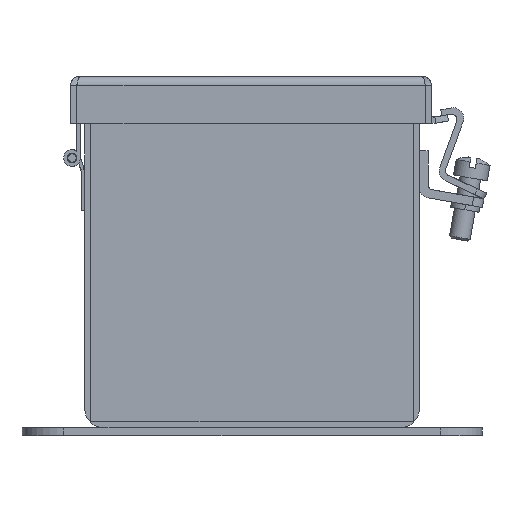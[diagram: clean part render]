
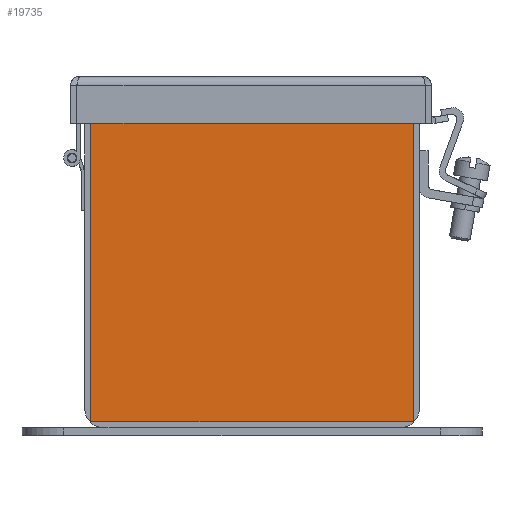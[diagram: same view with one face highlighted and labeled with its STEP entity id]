
A CAD part, left-side view. The second image highlights one B-rep face of the part: STEP entity #19735.
In plain terms, the highlighted planar face has unit normal (-1, 0, 0).
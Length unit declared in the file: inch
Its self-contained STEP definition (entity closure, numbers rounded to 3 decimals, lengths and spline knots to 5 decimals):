
#355 = CARTESIAN_POINT ( 'NONE',  ( -1.70918, 0.74875, 1.82204 ) ) ;
#522 = CARTESIAN_POINT ( 'NONE',  ( -1.70918, 2.18895, 1.82204 ) ) ;
#768 = LINE ( 'NONE', #11203, #2123 ) ;
#1101 = EDGE_CURVE ( 'NONE', #10517, #4407, #10967, .T. ) ;
#1693 = EDGE_CURVE ( 'NONE', #2193, #2437, #3329, .T. ) ;
#1838 = VERTEX_POINT ( 'NONE', #7997 ) ;
#2011 = VERTEX_POINT ( 'NONE', #21491 ) ;
#2068 = VECTOR ( 'NONE', #4521, 39.37008 ) ;
#2123 = VECTOR ( 'NONE', #19325, 39.37008 ) ;
#2160 = VECTOR ( 'NONE', #5367, 39.37008 ) ;
#2193 = VERTEX_POINT ( 'NONE', #5779 ) ;
#2200 = DIRECTION ( 'NONE',  ( 0., 0., -1. ) ) ;
#2437 = VERTEX_POINT ( 'NONE', #522 ) ;
#2501 = DIRECTION ( 'NONE',  ( 1., 0., 0. ) ) ;
#3329 = LINE ( 'NONE', #355, #5765 ) ;
#3398 = CARTESIAN_POINT ( 'NONE',  ( -1.70918, -0.69145, 1.82204 ) ) ;
#3498 = LINE ( 'NONE', #6460, #13372 ) ;
#3662 = VERTEX_POINT ( 'NONE', #3398 ) ;
#3828 = LINE ( 'NONE', #6367, #20107 ) ;
#4107 = VECTOR ( 'NONE', #2200, 39.37008 ) ;
#4147 = ORIENTED_EDGE ( 'NONE', *, *, #18735, .F. ) ;
#4315 = VERTEX_POINT ( 'NONE', #12192 ) ;
#4407 = VERTEX_POINT ( 'NONE', #19430 ) ;
#4521 = DIRECTION ( 'NONE',  ( 0., -1., 0. ) ) ;
#4999 = CARTESIAN_POINT ( 'NONE',  ( -1.70918, 2.18895, 1.79059 ) ) ;
#5367 = DIRECTION ( 'NONE',  ( 0., 0., -1. ) ) ;
#5468 = DIRECTION ( 'NONE',  ( 0., -1., 0. ) ) ;
#5508 = CARTESIAN_POINT ( 'NONE',  ( -1.70918, -1.17725, -2.02996 ) ) ;
#5734 = ORIENTED_EDGE ( 'NONE', *, *, #20081, .F. ) ;
#5765 = VECTOR ( 'NONE', #13629, 39.37008 ) ;
#5779 = CARTESIAN_POINT ( 'NONE',  ( -1.70918, 2.67475, 1.82204 ) ) ;
#5822 = VERTEX_POINT ( 'NONE', #7264 ) ;
#5880 = EDGE_CURVE ( 'NONE', #15767, #4315, #19451, .T. ) ;
#5892 = ORIENTED_EDGE ( 'NONE', *, *, #13541, .T. ) ;
#6242 = PLANE ( 'NONE',  #17541 ) ;
#6367 = CARTESIAN_POINT ( 'NONE',  ( -1.70918, 0.74875, 1.82204 ) ) ;
#6460 = CARTESIAN_POINT ( 'NONE',  ( -1.70918, -0.69125, 1.79059 ) ) ;
#7264 = CARTESIAN_POINT ( 'NONE',  ( -1.70918, 2.18875, 1.79059 ) ) ;
#7997 = CARTESIAN_POINT ( 'NONE',  ( -1.70918, 2.67475, -2.02996 ) ) ;
#8566 = ORIENTED_EDGE ( 'NONE', *, *, #18134, .F. ) ;
#8849 = ORIENTED_EDGE ( 'NONE', *, *, #9675, .T. ) ;
#8894 = LINE ( 'NONE', #18880, #2160 ) ;
#8909 = CARTESIAN_POINT ( 'NONE',  ( -1.70918, 2.67475, -0.10396 ) ) ;
#9344 = LINE ( 'NONE', #8909, #14042 ) ;
#9347 = EDGE_LOOP ( 'NONE', ( #14226, #13360, #14700, #8849, #10725, #12248, #17554, #15919, #8566, #5734, #4147, #5892 ) ) ;
#9658 = DIRECTION ( 'NONE',  ( 0., 1., 0. ) ) ;
#9675 = EDGE_CURVE ( 'NONE', #15767, #5822, #10792, .T. ) ;
#10130 = LINE ( 'NONE', #15162, #10146 ) ;
#10146 = VECTOR ( 'NONE', #11664, 39.37008 ) ;
#10517 = VERTEX_POINT ( 'NONE', #17701 ) ;
#10725 = ORIENTED_EDGE ( 'NONE', *, *, #15760, .T. ) ;
#10792 = LINE ( 'NONE', #15618, #4107 ) ;
#10859 = CARTESIAN_POINT ( 'NONE',  ( -1.70918, 0.74875, -0.10396 ) ) ;
#10967 = LINE ( 'NONE', #18452, #15511 ) ;
#11203 = CARTESIAN_POINT ( 'NONE',  ( -1.70918, 2.18875, 1.79059 ) ) ;
#11213 = VERTEX_POINT ( 'NONE', #5508 ) ;
#11664 = DIRECTION ( 'NONE',  ( 0., 0., -1. ) ) ;
#12192 = CARTESIAN_POINT ( 'NONE',  ( -1.70918, -0.69125, 1.79079 ) ) ;
#12248 = ORIENTED_EDGE ( 'NONE', *, *, #17083, .T. ) ;
#12511 = CARTESIAN_POINT ( 'NONE',  ( -1.70918, 2.18875, 1.79079 ) ) ;
#12524 = CARTESIAN_POINT ( 'NONE',  ( -1.70918, 2.18895, 1.79059 ) ) ;
#12676 = LINE ( 'NONE', #21150, #19365 ) ;
#12887 = DIRECTION ( 'NONE',  ( 0., 1., 0. ) ) ;
#13260 = VERTEX_POINT ( 'NONE', #4999 ) ;
#13360 = ORIENTED_EDGE ( 'NONE', *, *, #15871, .T. ) ;
#13372 = VECTOR ( 'NONE', #21288, 39.37008 ) ;
#13541 = EDGE_CURVE ( 'NONE', #3662, #10517, #10130, .T. ) ;
#13629 = DIRECTION ( 'NONE',  ( 0., -1., 0. ) ) ;
#14042 = VECTOR ( 'NONE', #20764, 39.37008 ) ;
#14226 = ORIENTED_EDGE ( 'NONE', *, *, #1101, .T. ) ;
#14257 = FACE_OUTER_BOUND ( 'NONE', #9347, .T. ) ;
#14700 = ORIENTED_EDGE ( 'NONE', *, *, #5880, .F. ) ;
#14850 = EDGE_CURVE ( 'NONE', #1838, #2193, #9344, .T. ) ;
#15005 = DIRECTION ( 'NONE',  ( 0., 1., 0. ) ) ;
#15162 = CARTESIAN_POINT ( 'NONE',  ( -1.70918, -0.69145, 1.82204 ) ) ;
#15511 = VECTOR ( 'NONE', #15005, 39.37008 ) ;
#15618 = CARTESIAN_POINT ( 'NONE',  ( -1.70918, 2.18875, 1.82204 ) ) ;
#15760 = EDGE_CURVE ( 'NONE', #5822, #13260, #768, .T. ) ;
#15767 = VERTEX_POINT ( 'NONE', #12511 ) ;
#15871 = EDGE_CURVE ( 'NONE', #4407, #4315, #3498, .T. ) ;
#15919 = ORIENTED_EDGE ( 'NONE', *, *, #14850, .F. ) ;
#15938 = VECTOR ( 'NONE', #17528, 39.37008 ) ;
#17083 = EDGE_CURVE ( 'NONE', #13260, #2437, #17311, .T. ) ;
#17311 = LINE ( 'NONE', #12524, #15938 ) ;
#17528 = DIRECTION ( 'NONE',  ( 0., 0., 1. ) ) ;
#17541 = AXIS2_PLACEMENT_3D ( 'NONE', #10859, #2501, #9658 ) ;
#17554 = ORIENTED_EDGE ( 'NONE', *, *, #1693, .F. ) ;
#17701 = CARTESIAN_POINT ( 'NONE',  ( -1.70918, -0.69145, 1.79059 ) ) ;
#18134 = EDGE_CURVE ( 'NONE', #11213, #1838, #12676, .T. ) ;
#18452 = CARTESIAN_POINT ( 'NONE',  ( -1.70918, -0.69145, 1.79059 ) ) ;
#18735 = EDGE_CURVE ( 'NONE', #3662, #2011, #3828, .T. ) ;
#18880 = CARTESIAN_POINT ( 'NONE',  ( -1.70918, -1.17725, -0.10396 ) ) ;
#19325 = DIRECTION ( 'NONE',  ( 0., 1., 0. ) ) ;
#19365 = VECTOR ( 'NONE', #12887, 39.37008 ) ;
#19430 = CARTESIAN_POINT ( 'NONE',  ( -1.70918, -0.69125, 1.79059 ) ) ;
#19451 = LINE ( 'NONE', #21192, #2068 ) ;
#19735 = ADVANCED_FACE ( 'NONE', ( #14257 ), #6242, .F. ) ;
#20081 = EDGE_CURVE ( 'NONE', #2011, #11213, #8894, .T. ) ;
#20107 = VECTOR ( 'NONE', #5468, 39.37008 ) ;
#20764 = DIRECTION ( 'NONE',  ( 0., 0., 1. ) ) ;
#21150 = CARTESIAN_POINT ( 'NONE',  ( -1.70918, 0.74875, -2.02996 ) ) ;
#21192 = CARTESIAN_POINT ( 'NONE',  ( -1.70918, 0.74875, 1.79079 ) ) ;
#21288 = DIRECTION ( 'NONE',  ( 0., 0., 1. ) ) ;
#21491 = CARTESIAN_POINT ( 'NONE',  ( -1.70918, -1.17725, 1.82204 ) ) ;
